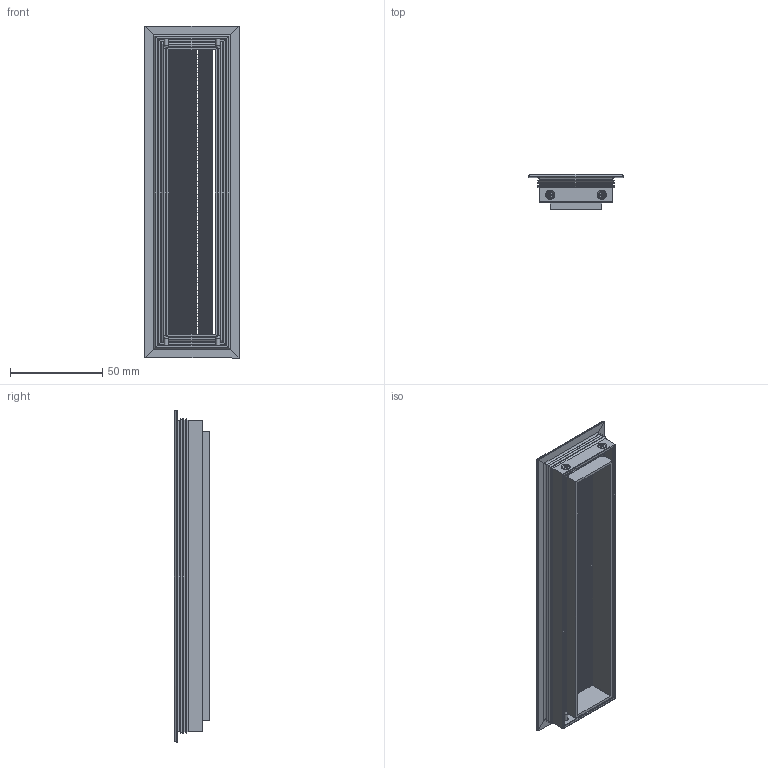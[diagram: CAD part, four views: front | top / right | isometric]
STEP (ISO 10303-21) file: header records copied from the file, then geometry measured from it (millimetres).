
FILE_DESCRIPTION(/* description */ (''),/* implementation_level */ '2;1');
FILE_NAME(/* name */ 'LB-51x180.stp',/* time_stamp */ '2022-10-25T15:31:40+02:00',/* author */ ('tomaszw'),/* organization */ (''),/* preprocessor_version */ 'ST-DEVELOPER v19.2',/* originating_system */ 'Autodesk Inventor 2023',/* authorisation */ '');
FILE_SCHEMA (('AUTOMOTIVE_DESIGN { 1 0 10303 214 3 1 1 }'));
Products named in the file (5): LB-51; profil 51; profil 51_1; profil 51_2; ISO 7050 - ST 2,2 x 6,5 - F - H
Assembly tree (8 placements, depth 2):
  LB-51
    profil 51
    profil 51_2  x2
    profil 51_1
    ISO 7050 - ST 2,2 x 6,5 - F - H  x4
Bounding box: 51 x 19 x 180 mm (x, y, z)
Volume: 29853.4 mm3; surface area: 52771.8 mm2
Topology: 2083 solids, 2083 shells, 6618 faces, 7340 edges, 4888 vertices
Faces by surface type: plane 4378, cylinder 2176, cone 48, torus 16
Full cylindrical faces by diameter (mm): 0.05 x2070, 2.2 x4, 3 x4, 3.8 x4
Entity records: 119992 total; most frequent: DIRECTION 24097, CARTESIAN_POINT 18210, ORIENTED_EDGE 13780, AXIS2_PLACEMENT_3D 10779, EDGE_CURVE 6890, EDGE_LOOP 6458, FACE_OUTER_BOUND 6453, ADVANCED_FACE 6453
